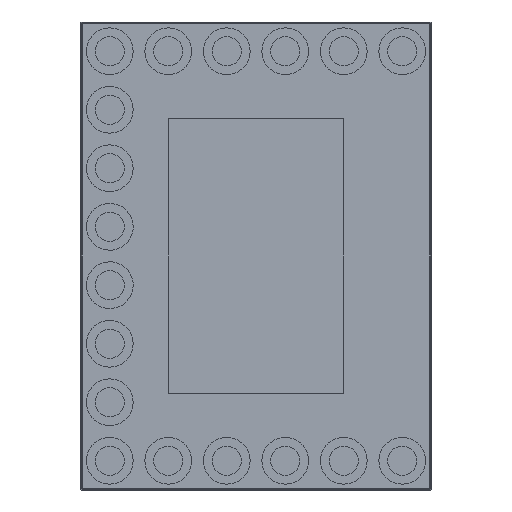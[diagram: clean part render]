
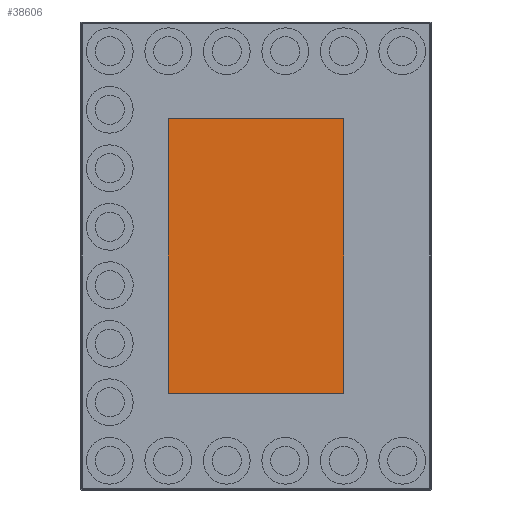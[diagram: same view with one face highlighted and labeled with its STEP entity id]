
A CAD part, front view. The second image highlights one B-rep face of the part: STEP entity #38606.
In plain terms, the highlighted planar face has unit normal (0, -1, 0).
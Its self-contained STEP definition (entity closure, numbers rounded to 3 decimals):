
#2030 = VERTEX_POINT ( 'NONE', #38900 ) ;
#2311 = EDGE_LOOP ( 'NONE', ( #11824, #41325, #51074, #21252 ) ) ;
#5215 = DIRECTION ( 'NONE',  ( 0., 0., 1. ) ) ;
#5928 = CARTESIAN_POINT ( 'NONE',  ( -75., 0.5, -23.5 ) ) ;
#6019 = EDGE_CURVE ( 'NONE', #23065, #47245, #45048, .T. ) ;
#6445 = DIRECTION ( 'NONE',  ( -1., 0., 0. ) ) ;
#7478 = VECTOR ( 'NONE', #5215, 1000. ) ;
#7557 = VERTEX_POINT ( 'NONE', #15105 ) ;
#10785 = VECTOR ( 'NONE', #49216, 1000. ) ;
#11580 = LINE ( 'NONE', #43547, #42040 ) ;
#11824 = ORIENTED_EDGE ( 'NONE', *, *, #30721, .F. ) ;
#15105 = CARTESIAN_POINT ( 'NONE',  ( -75., 0.5, -23.5 ) ) ;
#16027 = FACE_OUTER_BOUND ( 'NONE', #2311, .T. ) ;
#17571 = DIRECTION ( 'NONE',  ( 1., 0., 0. ) ) ;
#19231 = AXIS2_PLACEMENT_3D ( 'NONE', #24937, #49457, #17571 ) ;
#21024 = EDGE_CURVE ( 'NONE', #2030, #23065, #25195, .T. ) ;
#21252 = ORIENTED_EDGE ( 'NONE', *, *, #21024, .F. ) ;
#23065 = VERTEX_POINT ( 'NONE', #48228 ) ;
#24937 = CARTESIAN_POINT ( 'NONE',  ( -90., 0.5, 0. ) ) ;
#25195 = LINE ( 'NONE', #41116, #7478 ) ;
#29646 = VECTOR ( 'NONE', #6445, 1000. ) ;
#30721 = EDGE_CURVE ( 'NONE', #7557, #2030, #41810, .T. ) ;
#32020 = PLANE ( 'NONE',  #19231 ) ;
#35946 = DIRECTION ( 'NONE',  ( 0., 0., -1. ) ) ;
#38606 = ADVANCED_FACE ( 'NONE', ( #16027 ), #32020, .F. ) ;
#38900 = CARTESIAN_POINT ( 'NONE',  ( -105., 0.5, -23.5 ) ) ;
#40240 = EDGE_CURVE ( 'NONE', #47245, #7557, #11580, .T. ) ;
#41116 = CARTESIAN_POINT ( 'NONE',  ( -105., 0.5, -23.5 ) ) ;
#41133 = CARTESIAN_POINT ( 'NONE',  ( -105., 0.5, 23.5 ) ) ;
#41325 = ORIENTED_EDGE ( 'NONE', *, *, #40240, .F. ) ;
#41810 = LINE ( 'NONE', #5928, #29646 ) ;
#42040 = VECTOR ( 'NONE', #35946, 1000. ) ;
#43547 = CARTESIAN_POINT ( 'NONE',  ( -75., 0.5, 23.5 ) ) ;
#45048 = LINE ( 'NONE', #41133, #10785 ) ;
#47245 = VERTEX_POINT ( 'NONE', #50691 ) ;
#48228 = CARTESIAN_POINT ( 'NONE',  ( -105., 0.5, 23.5 ) ) ;
#49216 = DIRECTION ( 'NONE',  ( 1., 0., 0. ) ) ;
#49457 = DIRECTION ( 'NONE',  ( 0., 1., 0. ) ) ;
#50691 = CARTESIAN_POINT ( 'NONE',  ( -75., 0.5, 23.5 ) ) ;
#51074 = ORIENTED_EDGE ( 'NONE', *, *, #6019, .F. ) ;
